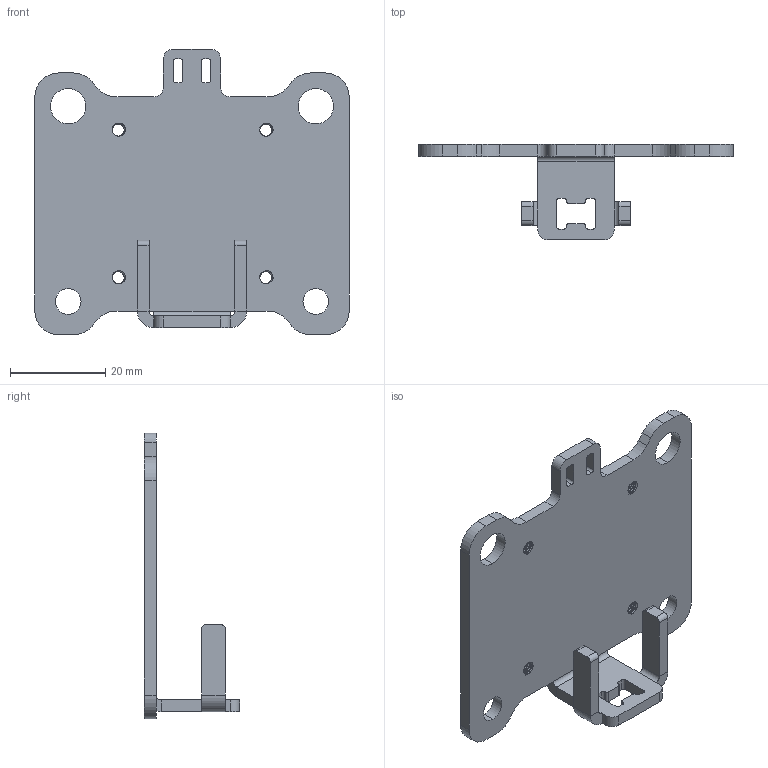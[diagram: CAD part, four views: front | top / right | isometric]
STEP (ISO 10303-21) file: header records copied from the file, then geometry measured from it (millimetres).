
FILE_DESCRIPTION (( 'STEP AP203' ), '1' );
FILE_NAME ('Tool Carriage.STEP', '2018-10-06T00:09:53', ( '' ), ( '' ), 'SwSTEP 2.0', 'SolidWorks 2018', '' );
FILE_SCHEMA (( 'CONFIG_CONTROL_DESIGN' ));
Length unit declared in the file: millimetre
Products named in the file (1): Tool Carriage
Bounding box: 66 x 20 x 60 mm (x, y, z)
Volume: 9008 mm3; surface area: 8609.8 mm2
Topology: 1 solids, 1 shells, 174 faces, 488 edges, 316 vertices
Faces by surface type: cylinder 100, plane 62, bspline 12
Entity records: 9305 total; most frequent: CARTESIAN_POINT 4967, ORIENTED_EDGE 976, DIRECTION 818, EDGE_CURVE 488, VERTEX_POINT 316, AXIS2_PLACEMENT_3D 283, LINE 252, VECTOR 252
